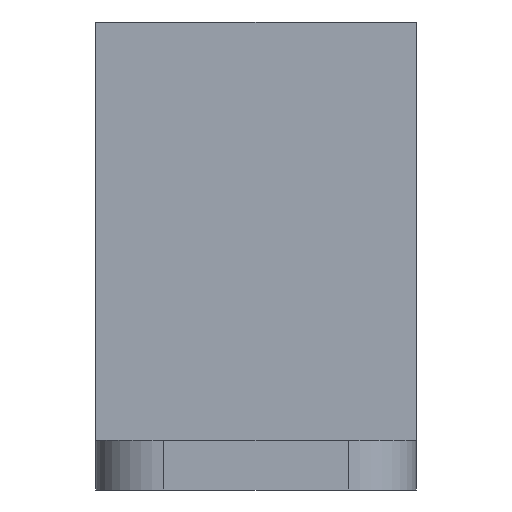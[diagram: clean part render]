
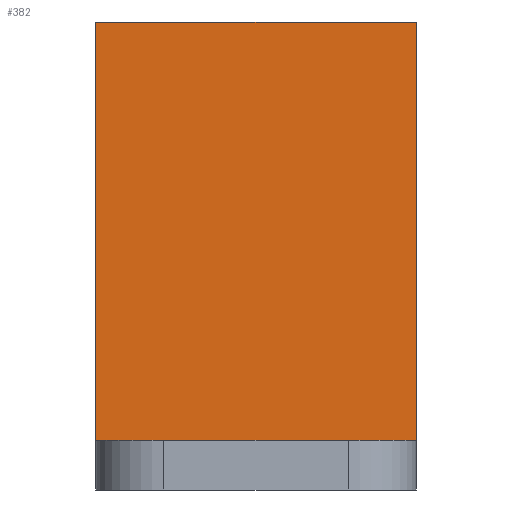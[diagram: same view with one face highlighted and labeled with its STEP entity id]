
A CAD part, front view. The second image highlights one B-rep face of the part: STEP entity #382.
In plain terms, the highlighted planar face has unit normal (0, -1, 0).
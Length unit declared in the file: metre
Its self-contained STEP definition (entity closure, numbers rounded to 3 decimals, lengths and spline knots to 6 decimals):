
#14=LINE('',#552,#58);
#37=LINE('',#608,#81);
#42=LINE('',#616,#86);
#45=LINE('',#622,#89);
#58=VECTOR('',#448,1.);
#81=VECTOR('',#491,1.);
#86=VECTOR('',#498,1.);
#89=VECTOR('',#505,1.);
#106=PLANE('',#423);
#174=ORIENTED_EDGE('',*,*,#253,.T.);
#175=ORIENTED_EDGE('',*,*,#261,.T.);
#176=ORIENTED_EDGE('',*,*,#258,.F.);
#177=ORIENTED_EDGE('',*,*,#225,.T.);
#225=EDGE_CURVE('',#278,#277,#14,.T.);
#253=EDGE_CURVE('',#277,#300,#37,.T.);
#258=EDGE_CURVE('',#278,#303,#42,.T.);
#261=EDGE_CURVE('',#300,#303,#45,.T.);
#277=VERTEX_POINT('',#551);
#278=VERTEX_POINT('',#553);
#300=VERTEX_POINT('',#607);
#303=VERTEX_POINT('',#617);
#328=EDGE_LOOP('',(#174,#175,#176,#177));
#354=FACE_BOUND('',#328,.T.);
#382=ADVANCED_FACE('',(#354),#106,.F.);
#423=AXIS2_PLACEMENT_3D('',#621,#503,#504);
#448=DIRECTION('',(-1.,0.,0.));
#491=DIRECTION('',(0.,0.,-1.));
#498=DIRECTION('',(0.,0.,-1.));
#503=DIRECTION('',(0.,1.,0.));
#504=DIRECTION('',(0.,0.,1.));
#505=DIRECTION('',(1.,0.,0.));
#551=CARTESIAN_POINT('',(-0.05855,0.126023,0.018873));
#552=CARTESIAN_POINT('',(-0.04725,0.126023,0.018873));
#553=CARTESIAN_POINT('',(-0.03595,0.126023,0.018873));
#607=CARTESIAN_POINT('',(-0.05855,0.126023,-0.010627));
#608=CARTESIAN_POINT('',(-0.05855,0.126023,0.018875));
#616=CARTESIAN_POINT('',(-0.03595,0.126023,0.018875));
#617=CARTESIAN_POINT('',(-0.03595,0.126023,-0.010627));
#621=CARTESIAN_POINT('',(-0.04725,0.126023,0.018875));
#622=CARTESIAN_POINT('',(-0.04725,0.126023,-0.010627));
